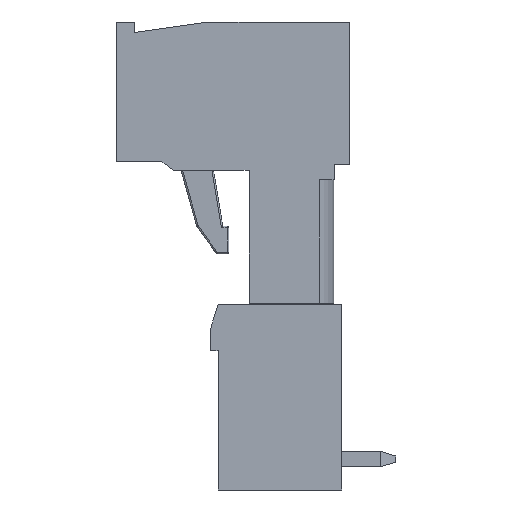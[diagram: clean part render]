
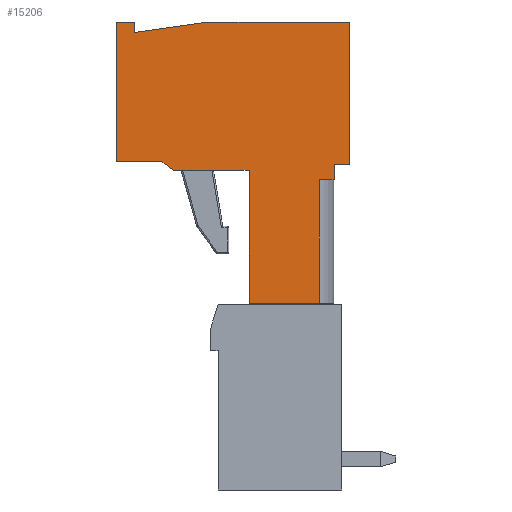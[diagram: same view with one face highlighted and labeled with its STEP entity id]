
A CAD part, left-side view. The second image highlights one B-rep face of the part: STEP entity #15206.
In plain terms, the highlighted face is planar.
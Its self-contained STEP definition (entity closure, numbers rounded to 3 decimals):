
#12135 = VERTEX_POINT('',#12136);
#12136 = CARTESIAN_POINT('',(5.,0.,8.15));
#12151 = VERTEX_POINT('',#12152);
#12152 = CARTESIAN_POINT('',(5.,-0.,3.25));
#12158 = EDGE_CURVE('',#12135,#12151,#12159,.T.);
#12159 = LINE('',#12160,#12161);
#12160 = CARTESIAN_POINT('',(5.,0.,11.85));
#12161 = VECTOR('',#12162,1.);
#12162 = DIRECTION('',(0.,0.,-1.));
#12874 = VERTEX_POINT('',#12875);
#12875 = CARTESIAN_POINT('',(5.,-8.6,3.25));
#12881 = EDGE_CURVE('',#12151,#12874,#12882,.T.);
#12882 = LINE('',#12883,#12884);
#12883 = CARTESIAN_POINT('',(5.,0.,3.25));
#12884 = VECTOR('',#12885,1.);
#12885 = DIRECTION('',(0.,-1.,0.));
#12950 = VERTEX_POINT('',#12951);
#12951 = CARTESIAN_POINT('',(5.,0.6,11.85));
#12957 = EDGE_CURVE('',#12958,#12950,#12960,.T.);
#12958 = VERTEX_POINT('',#12959);
#12959 = CARTESIAN_POINT('',(5.,9.6,11.85));
#12960 = LINE('',#12961,#12962);
#12961 = CARTESIAN_POINT('',(5.,9.6,11.85));
#12962 = VECTOR('',#12963,1.);
#12963 = DIRECTION('',(0.,-1.,0.));
#13069 = VERTEX_POINT('',#13070);
#13070 = CARTESIAN_POINT('',(5.,0.4,-3.25));
#13085 = VERTEX_POINT('',#13086);
#13086 = CARTESIAN_POINT('',(5.,9.6,-3.25));
#13092 = EDGE_CURVE('',#13069,#13085,#13093,.T.);
#13093 = LINE('',#13094,#13095);
#13094 = CARTESIAN_POINT('',(5.,-8.6,-3.25));
#13095 = VECTOR('',#13096,1.);
#13096 = DIRECTION('',(0.,1.,0.));
#14770 = VERTEX_POINT('',#14771);
#14771 = CARTESIAN_POINT('',(5.,-8.6,-1.29));
#14777 = EDGE_CURVE('',#12874,#14770,#14778,.T.);
#14778 = LINE('',#14779,#14780);
#14779 = CARTESIAN_POINT('',(5.,-8.6,3.25));
#14780 = VECTOR('',#14781,1.);
#14781 = DIRECTION('',(0.,0.,-1.));
#15058 = VERTEX_POINT('',#15059);
#15059 = CARTESIAN_POINT('',(5.,9.6,10.65));
#15065 = EDGE_CURVE('',#15066,#15058,#15068,.T.);
#15066 = VERTEX_POINT('',#15067);
#15067 = CARTESIAN_POINT('',(5.,8.925,10.65));
#15068 = LINE('',#15069,#15070);
#15069 = CARTESIAN_POINT('',(5.,8.925,10.65));
#15070 = VECTOR('',#15071,1.);
#15071 = DIRECTION('',(0.,1.,0.));
#15196 = EDGE_CURVE('',#15058,#12958,#15197,.T.);
#15197 = LINE('',#15198,#15199);
#15198 = CARTESIAN_POINT('',(5.,9.6,-3.25));
#15199 = VECTOR('',#15200,1.);
#15200 = DIRECTION('',(0.,0.,1.));
#15206 = ADVANCED_FACE('',(#15207),#15274,.T.);
#15207 = FACE_BOUND('',#15208,.T.);
#15208 = EDGE_LOOP('',(#15209,#15217,#15225,#15233,#15239,#15240,#15248,
    #15254,#15255,#15256,#15257,#15265,#15271,#15272,#15273));
#15209 = ORIENTED_EDGE('',*,*,#15210,.F.);
#15210 = EDGE_CURVE('',#15211,#14770,#15213,.T.);
#15211 = VERTEX_POINT('',#15212);
#15212 = CARTESIAN_POINT('',(5.,-0.6,-1.29));
#15213 = LINE('',#15214,#15215);
#15214 = CARTESIAN_POINT('',(5.,-0.6,-1.29));
#15215 = VECTOR('',#15216,1.);
#15216 = DIRECTION('',(0.,-1.,0.));
#15217 = ORIENTED_EDGE('',*,*,#15218,.F.);
#15218 = EDGE_CURVE('',#15219,#15211,#15221,.T.);
#15219 = VERTEX_POINT('',#15220);
#15220 = CARTESIAN_POINT('',(5.,-0.6,-2.25));
#15221 = LINE('',#15222,#15223);
#15222 = CARTESIAN_POINT('',(5.,-0.6,-2.25));
#15223 = VECTOR('',#15224,1.);
#15224 = DIRECTION('',(0.,0.,1.));
#15225 = ORIENTED_EDGE('',*,*,#15226,.T.);
#15226 = EDGE_CURVE('',#15219,#15227,#15229,.T.);
#15227 = VERTEX_POINT('',#15228);
#15228 = CARTESIAN_POINT('',(5.,0.4,-2.25));
#15229 = LINE('',#15230,#15231);
#15230 = CARTESIAN_POINT('',(5.,-8.6,-2.25));
#15231 = VECTOR('',#15232,1.);
#15232 = DIRECTION('',(0.,1.,0.));
#15233 = ORIENTED_EDGE('',*,*,#15234,.T.);
#15234 = EDGE_CURVE('',#15227,#13069,#15235,.T.);
#15235 = LINE('',#15236,#15237);
#15236 = CARTESIAN_POINT('',(5.,0.4,-2.25));
#15237 = VECTOR('',#15238,1.);
#15238 = DIRECTION('',(0.,0.,-1.));
#15239 = ORIENTED_EDGE('',*,*,#13092,.T.);
#15240 = ORIENTED_EDGE('',*,*,#15241,.T.);
#15241 = EDGE_CURVE('',#13085,#15242,#15244,.T.);
#15242 = VERTEX_POINT('',#15243);
#15243 = CARTESIAN_POINT('',(5.,9.6,5.85));
#15244 = LINE('',#15245,#15246);
#15245 = CARTESIAN_POINT('',(5.,9.6,-3.25));
#15246 = VECTOR('',#15247,1.);
#15247 = DIRECTION('',(0.,0.,1.));
#15248 = ORIENTED_EDGE('',*,*,#15249,.T.);
#15249 = EDGE_CURVE('',#15242,#15066,#15250,.T.);
#15250 = LINE('',#15251,#15252);
#15251 = CARTESIAN_POINT('',(5.,9.6,5.85));
#15252 = VECTOR('',#15253,1.);
#15253 = DIRECTION('',(0.,-0.139,0.99));
#15254 = ORIENTED_EDGE('',*,*,#15065,.T.);
#15255 = ORIENTED_EDGE('',*,*,#15196,.T.);
#15256 = ORIENTED_EDGE('',*,*,#12957,.T.);
#15257 = ORIENTED_EDGE('',*,*,#15258,.T.);
#15258 = EDGE_CURVE('',#12950,#15259,#15261,.T.);
#15259 = VERTEX_POINT('',#15260);
#15260 = CARTESIAN_POINT('',(5.,0.6,8.95));
#15261 = LINE('',#15262,#15263);
#15262 = CARTESIAN_POINT('',(5.,0.6,11.85));
#15263 = VECTOR('',#15264,1.);
#15264 = DIRECTION('',(0.,0.,-1.));
#15265 = ORIENTED_EDGE('',*,*,#15266,.T.);
#15266 = EDGE_CURVE('',#15259,#12135,#15267,.T.);
#15267 = LINE('',#15268,#15269);
#15268 = CARTESIAN_POINT('',(5.,0.6,8.95));
#15269 = VECTOR('',#15270,1.);
#15270 = DIRECTION('',(0.,-0.6,-0.8));
#15271 = ORIENTED_EDGE('',*,*,#12158,.T.);
#15272 = ORIENTED_EDGE('',*,*,#12881,.T.);
#15273 = ORIENTED_EDGE('',*,*,#14777,.T.);
#15274 = PLANE('',#15275);
#15275 = AXIS2_PLACEMENT_3D('',#15276,#15277,#15278);
#15276 = CARTESIAN_POINT('',(5.,0.,0.));
#15277 = DIRECTION('',(1.,0.,0.));
#15278 = DIRECTION('',(0.,0.,-1.));
